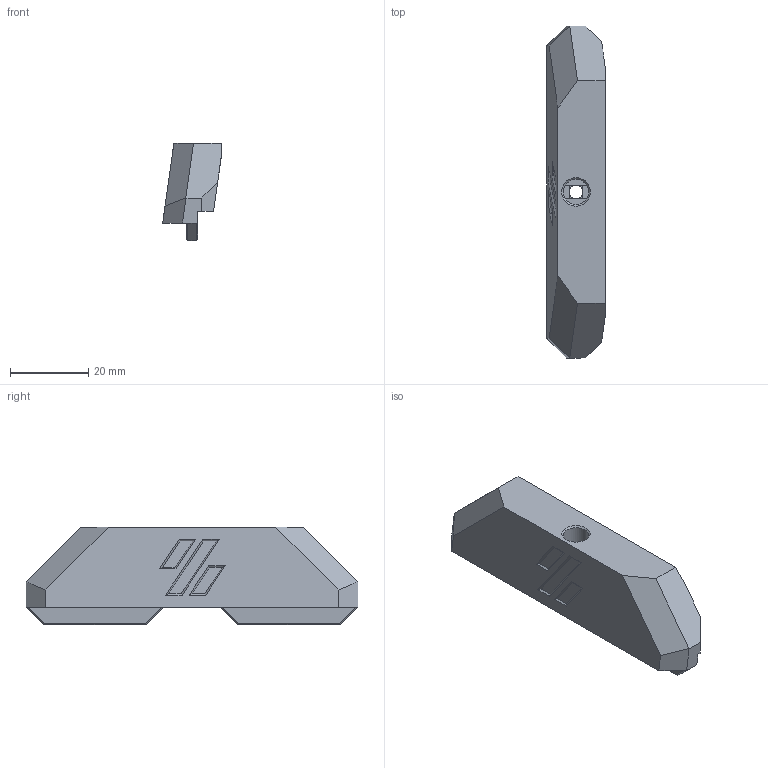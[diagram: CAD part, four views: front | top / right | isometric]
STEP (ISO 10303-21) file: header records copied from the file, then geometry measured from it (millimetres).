
FILE_DESCRIPTION(/* description */ (''),/* implementation_level */ '2;1');
FILE_NAME(/* name */ 'stealth_handle.step',/* time_stamp */ '2023-05-14T18:10:53-04:00',/* author */ (''),/* organization */ (''),/* preprocessor_version */ 'ST-DEVELOPER v19.2',/* originating_system */ 'Autodesk Translation Framework v12.4.0.73',/* authorisation */ '');
FILE_SCHEMA (('AUTOMOTIVE_DESIGN { 1 0 10303 214 3 1 1 }'));
Length unit declared in the file: millimetre
Products named in the file (1): V0 Handle
Bounding box: 15 x 85 x 24.9 mm (x, y, z)
Volume: 16853.2 mm3; surface area: 6154.7 mm2
Topology: 1 solids, 1 shells, 82 faces, 213 edges, 135 vertices
Faces by surface type: plane 73, cylinder 5, cone 2, bspline 2
Full cylindrical faces by diameter (mm): 3.4 x1, 6.5 x1
Entity records: 2583 total; most frequent: CARTESIAN_POINT 534, ORIENTED_EDGE 426, DIRECTION 392, EDGE_CURVE 213, LINE 188, VECTOR 188, VERTEX_POINT 135, AXIS2_PLACEMENT_3D 102
